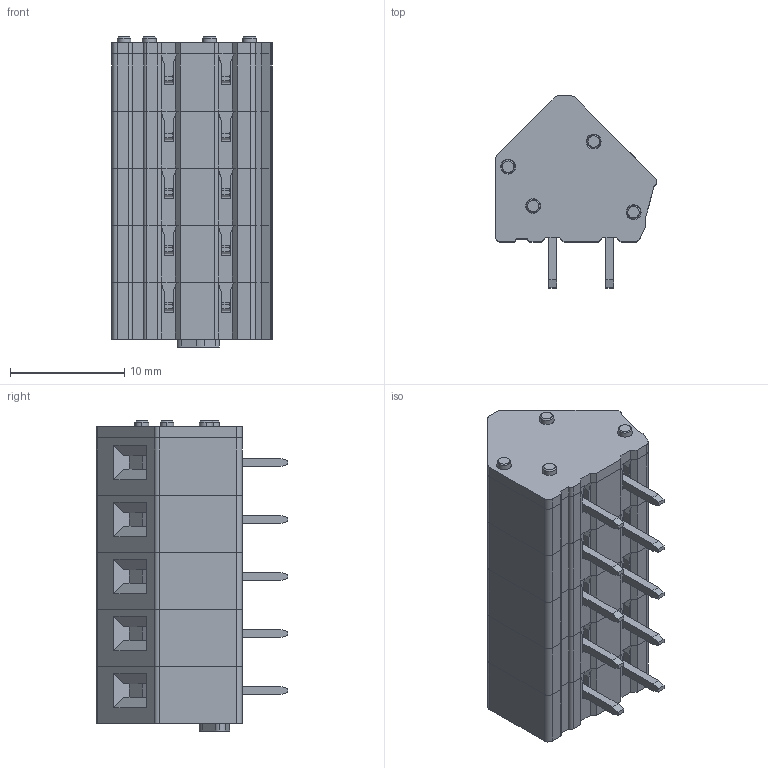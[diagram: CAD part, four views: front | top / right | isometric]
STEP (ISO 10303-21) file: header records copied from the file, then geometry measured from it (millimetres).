
FILE_DESCRIPTION (( 'STEP AP214' ), '1' );
FILE_NAME ('CUI_DEVICES_TBL007A-500-05BE.step', '2019-11-17T16:48:23', ( '' ), ( '' ), 'SwSTEP 2.0', 'SolidWorks 2019', '' );
FILE_SCHEMA (( 'AUTOMOTIVE_DESIGN' ));
Length unit declared in the file: millimetre
Products named in the file (1): CUI_DEVICES_TBL007A-500-05BE
Bounding box: 14.1 x 16.8 x 27.2 mm (x, y, z)
Volume: 2963.2 mm3; surface area: 3832.1 mm2
Topology: 6 solids, 6 shells, 883 faces, 2426 edges, 1609 vertices
Faces by surface type: plane 481, cylinder 293, cone 109
Entity records: 29238 total; most frequent: DIRECTION 4968, CARTESIAN_POINT 4934, ORIENTED_EDGE 4842, EDGE_CURVE 2421, AXIS2_PLACEMENT_3D 1668, LINE 1632, VECTOR 1632, VERTEX_POINT 1609
